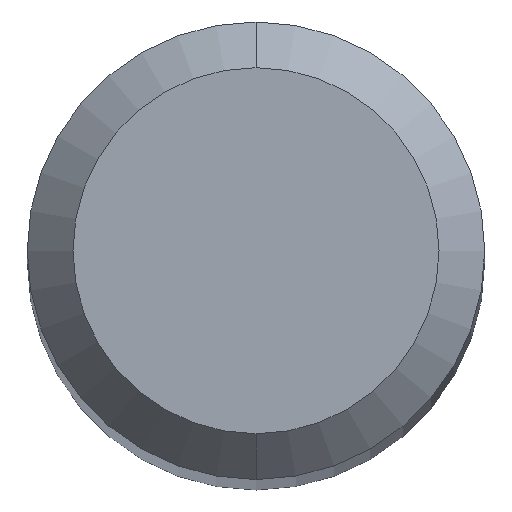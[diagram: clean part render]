
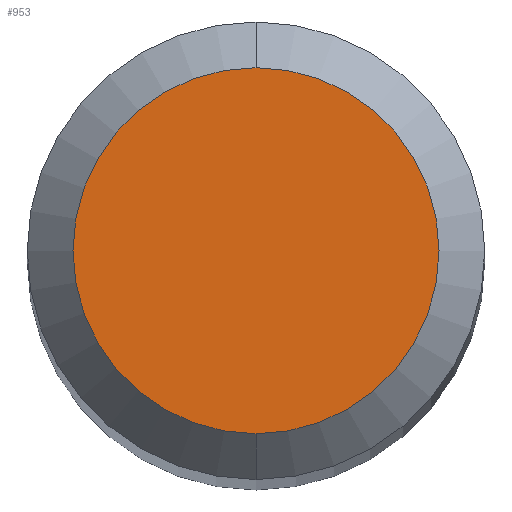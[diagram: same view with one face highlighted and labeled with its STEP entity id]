
A CAD part, top view. The second image highlights one B-rep face of the part: STEP entity #953.
In plain terms, the highlighted planar face has unit normal (0, 0, 1).
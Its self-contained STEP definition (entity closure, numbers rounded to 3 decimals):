
#495=EDGE_CURVE('',#835,#571,#1218,.T.);
#571=VERTEX_POINT('',#1300);
#617=EDGE_CURVE('',#571,#835,#1352,.T.);
#835=VERTEX_POINT('',#1585);
#953=ADVANCED_FACE('',(#1712),#1713,.T.);
#1218=CIRCLE('',#2384,1.2);
#1300=CARTESIAN_POINT('',(0.0,1.2,0.0));
#1352=CIRCLE('',#3394,1.2);
#1585=CARTESIAN_POINT('',(0.,-1.2,0.0));
#1712=FACE_OUTER_BOUND('',#4918,.T.);
#1713=PLANE('',#4919);
#2384=AXIS2_PLACEMENT_3D('',#5666,#5667,#5668);
#3394=AXIS2_PLACEMENT_3D('',#5809,#5810,#5811);
#4918=EDGE_LOOP('',(#6127,#6128));
#4919=AXIS2_PLACEMENT_3D('',#6129,#6130,#6131);
#5666=CARTESIAN_POINT('',(0.0,0.0,0.0));
#5667=DIRECTION('',(0.0,0.0,-1.0));
#5668=DIRECTION('',(0.0,1.0,0.0));
#5809=CARTESIAN_POINT('',(0.0,0.0,0.0));
#5810=DIRECTION('',(0.0,0.0,-1.0));
#5811=DIRECTION('',(0.0,1.0,0.0));
#6127=ORIENTED_EDGE('',*,*,#617,.F.);
#6128=ORIENTED_EDGE('',*,*,#495,.F.);
#6129=CARTESIAN_POINT('',(0.0,0.6,0.0));
#6130=DIRECTION('',(-0.0,0.0,1.0));
#6131=DIRECTION('',(0.0,-1.0,0.0));
